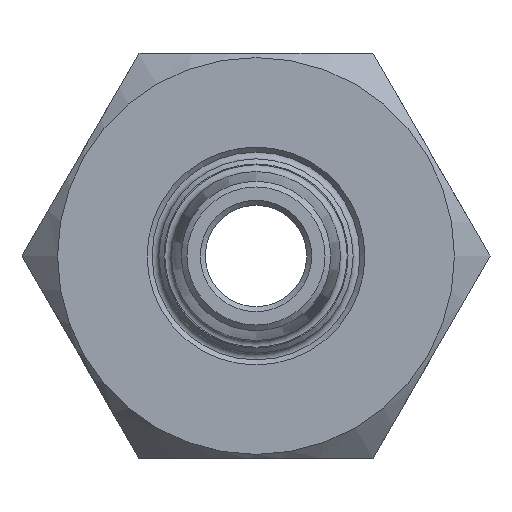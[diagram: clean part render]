
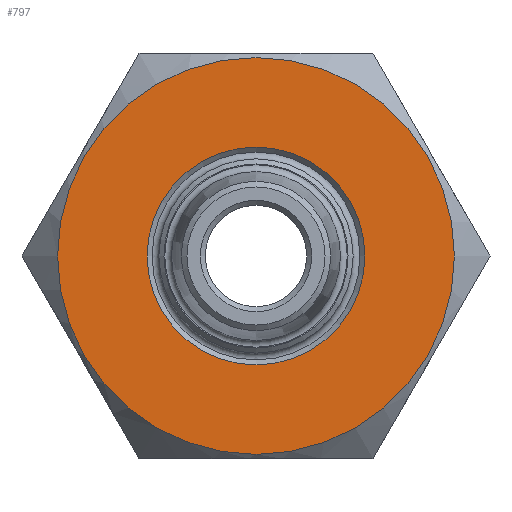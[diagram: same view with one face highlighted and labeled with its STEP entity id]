
A CAD part, left-side view. The second image highlights one B-rep face of the part: STEP entity #797.
In plain terms, the highlighted planar face has unit normal (-1, 0, 0).
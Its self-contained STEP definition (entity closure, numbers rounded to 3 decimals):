
#45=FACE_BOUND('',#145,.T.);
#66=PLANE('',#934);
#90=FACE_OUTER_BOUND('',#144,.T.);
#144=EDGE_LOOP('',(#588));
#145=EDGE_LOOP('',(#589));
#281=CIRCLE('',#915,11.75);
#288=CIRCLE('',#929,6.45);
#360=VERTEX_POINT('',#1377);
#367=VERTEX_POINT('',#1410);
#435=EDGE_CURVE('',#360,#360,#281,.T.);
#449=EDGE_CURVE('',#367,#367,#288,.T.);
#588=ORIENTED_EDGE('',*,*,#435,.T.);
#589=ORIENTED_EDGE('',*,*,#449,.F.);
#797=ADVANCED_FACE('',(#90,#45),#66,.F.);
#915=AXIS2_PLACEMENT_3D('',#1379,#1050,#1051);
#929=AXIS2_PLACEMENT_3D('',#1411,#1083,#1084);
#934=AXIS2_PLACEMENT_3D('',#1421,#1095,#1096);
#1050=DIRECTION('center_axis',(-1.,0.,0.));
#1051=DIRECTION('ref_axis',(0.,1.,0.));
#1083=DIRECTION('center_axis',(-1.,0.,0.));
#1084=DIRECTION('ref_axis',(0.,0.,-1.));
#1095=DIRECTION('center_axis',(1.,0.,0.));
#1096=DIRECTION('ref_axis',(0.,0.,-1.));
#1377=CARTESIAN_POINT('',(0.,-11.75,0.));
#1379=CARTESIAN_POINT('Origin',(0.,0.,0.));
#1410=CARTESIAN_POINT('',(0.,0.,6.45));
#1411=CARTESIAN_POINT('Origin',(0.,0.,0.));
#1421=CARTESIAN_POINT('Origin',(0.,0.,0.));
